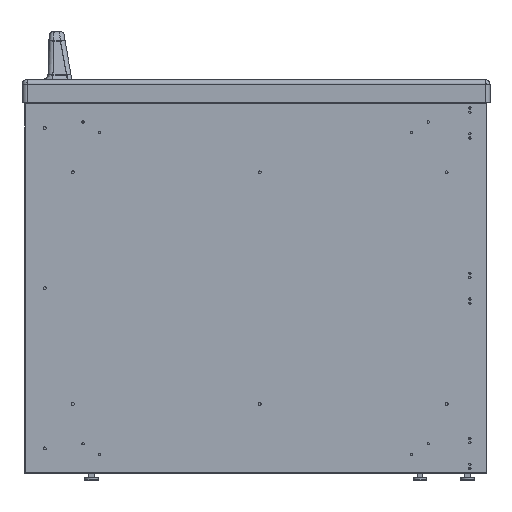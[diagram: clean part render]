
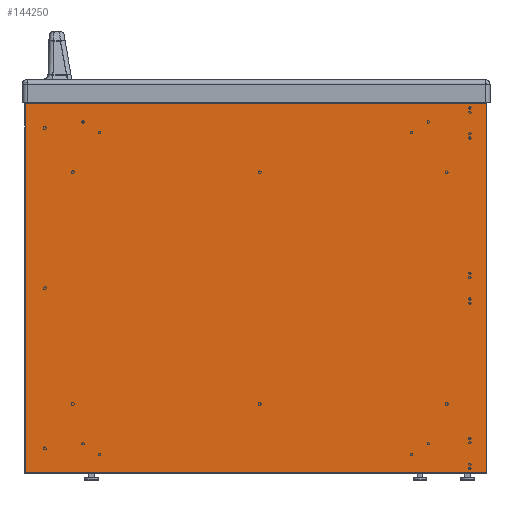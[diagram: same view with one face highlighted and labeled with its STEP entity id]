
A CAD part, front view. The second image highlights one B-rep face of the part: STEP entity #144250.
In plain terms, the highlighted face is planar.
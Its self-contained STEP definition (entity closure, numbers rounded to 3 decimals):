
#143224=CARTESIAN_POINT('',(-792.0,-346.0,554.2));
#143225=VERTEX_POINT('',#143224);
#143226=CARTESIAN_POINT('',(-792.0,-346.0,0.8));
#143227=VERTEX_POINT('',#143226);
#143228=CARTESIAN_POINT('',(-792.0,-346.0,554.2));
#143229=DIRECTION('',(0.0,0.0,-1.0));
#143230=VECTOR('',#143229,553.4);
#143231=LINE('',#143228,#143230);
#143232=EDGE_CURVE('',#143225,#143227,#143231,.T.);
#143332=CARTESIAN_POINT('',(-792.0,345.2,0.8));
#143333=VERTEX_POINT('',#143332);
#143334=CARTESIAN_POINT('',(-792.0,-346.0,0.8));
#143335=DIRECTION('',(0.0,1.0,0.0));
#143336=VECTOR('',#143335,691.2);
#143337=LINE('',#143334,#143336);
#143338=EDGE_CURVE('',#143333,#143227,#143337,.F.);
#143361=CARTESIAN_POINT('',(-792.0,345.2,554.2));
#143362=VERTEX_POINT('',#143361);
#143372=CARTESIAN_POINT('',(-792.0,345.2,554.2));
#143373=DIRECTION('',(0.0,0.0,-1.0));
#143374=VECTOR('',#143373,553.4);
#143375=LINE('',#143372,#143374);
#143376=EDGE_CURVE('',#143362,#143333,#143375,.T.);
#143394=CARTESIAN_POINT('',(-792.0,-346.0,554.2));
#143395=DIRECTION('',(0.0,1.0,0.0));
#143396=VECTOR('',#143395,691.2);
#143397=LINE('',#143394,#143396);
#143398=EDGE_CURVE('',#143225,#143362,#143397,.T.);
#144239=CARTESIAN_POINT('',(-792.0,-346.0,555.0));
#144240=DIRECTION('',(-1.0,0.0,0.0));
#144241=DIRECTION('',(0.0,0.0,1.0));
#144242=AXIS2_PLACEMENT_3D('',#144239,#144240,#144241);
#144243=PLANE('',#144242);
#144244=ORIENTED_EDGE('',*,*,#143376,.T.);
#144245=ORIENTED_EDGE('',*,*,#143338,.T.);
#144246=ORIENTED_EDGE('',*,*,#143232,.F.);
#144247=ORIENTED_EDGE('',*,*,#143398,.T.);
#144248=EDGE_LOOP('',(#144244,#144245,#144246,#144247));
#144249=FACE_OUTER_BOUND('',#144248,.T.);
#144250=ADVANCED_FACE('',(#144249),#144243,.T.);
